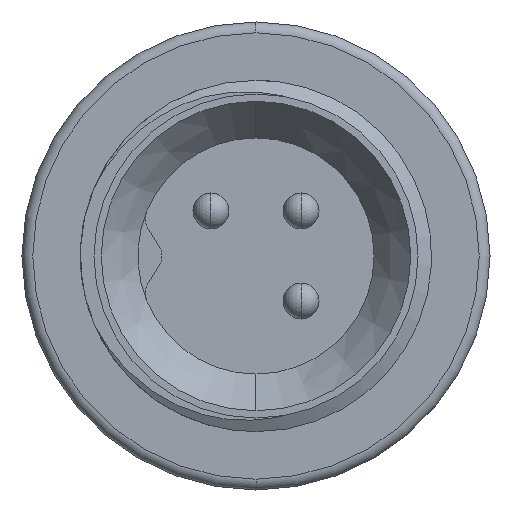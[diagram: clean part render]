
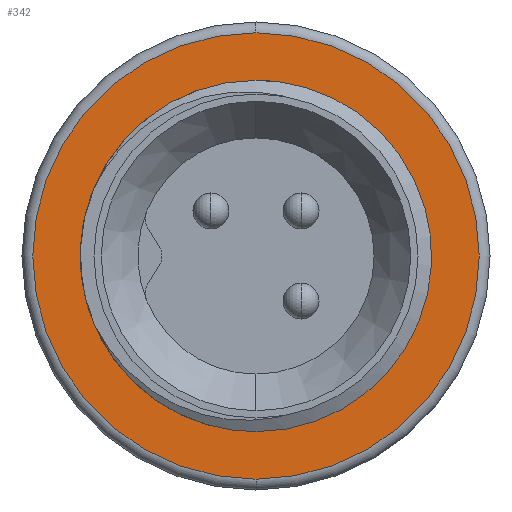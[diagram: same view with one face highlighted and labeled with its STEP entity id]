
A CAD part, left-side view. The second image highlights one B-rep face of the part: STEP entity #342.
In plain terms, the highlighted planar face has unit normal (-1, 0, 0).
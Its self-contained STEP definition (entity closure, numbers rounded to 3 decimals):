
#18 = DIRECTION ( 'NONE',  ( 0., 0., -1. ) ) ;
#89 = AXIS2_PLACEMENT_3D ( 'NONE', #3854, #714, #2114 ) ;
#112 = CARTESIAN_POINT ( 'NONE',  ( 3.6, 0.029, -2.142 ) ) ;
#230 = CARTESIAN_POINT ( 'NONE',  ( 3.6, -0.911, 2.224 ) ) ;
#253 = VERTEX_POINT ( 'NONE', #3164 ) ;
#258 = CARTESIAN_POINT ( 'NONE',  ( 3.6, -2.104, -0.65 ) ) ;
#272 = CARTESIAN_POINT ( 'NONE',  ( 3.6, 0.976, -1.937 ) ) ;
#342 = ADVANCED_FACE ( 'NONE', ( #2804, #3544 ), #4219, .F. ) ;
#428 = CARTESIAN_POINT ( 'NONE',  ( 3.6, 0., -3.1 ) ) ;
#445 = EDGE_LOOP ( 'NONE', ( #2612, #825 ) ) ;
#475 = EDGE_CURVE ( 'NONE', #851, #2295, #3873, .T. ) ;
#510 = CARTESIAN_POINT ( 'NONE',  ( 3.6, 2.321, 0. ) ) ;
#516 = CARTESIAN_POINT ( 'NONE',  ( 3.6, -0.922, -1.93 ) ) ;
#539 = CARTESIAN_POINT ( 'NONE',  ( 3.6, 1.168, -1.855 ) ) ;
#569 = CARTESIAN_POINT ( 'NONE',  ( 3.6, 0.718, -2.037 ) ) ;
#601 = DIRECTION ( 'NONE',  ( 0., -1., 0. ) ) ;
#650 = EDGE_CURVE ( 'NONE', #3926, #2974, #3675, .T. ) ;
#714 = DIRECTION ( 'NONE',  ( 1., 0., 0. ) ) ;
#791 = B_SPLINE_CURVE_WITH_KNOTS ( 'NONE', 3,
 ( #272, #539, #4452, #3295, #2430, #3680, #991, #1331, #3322, #510 ),
 .UNSPECIFIED., .F., .F.,
 ( 4, 2, 2, 2, 4 ),
 ( 0., 0.001, 0.001, 0.002, 0.002 ),
 .UNSPECIFIED. ) ;
#825 = ORIENTED_EDGE ( 'NONE', *, *, #650, .T. ) ;
#851 = VERTEX_POINT ( 'NONE', #2157 ) ;
#855 = CARTESIAN_POINT ( 'NONE',  ( 3.6, -1.281, -1.717 ) ) ;
#888 = DIRECTION ( 'NONE',  ( 0., 0., -1. ) ) ;
#899 = CARTESIAN_POINT ( 'NONE',  ( 3.6, -0.39, -2.102 ) ) ;
#939 = CARTESIAN_POINT ( 'NONE',  ( 3.6, 0., 3.1 ) ) ;
#948 = CARTESIAN_POINT ( 'NONE',  ( 3.6, -2.154, 0.851 ) ) ;
#963 = DIRECTION ( 'NONE',  ( 0., 0., -1. ) ) ;
#972 = CARTESIAN_POINT ( 'NONE',  ( 3.6, -1.785, 1.514 ) ) ;
#976 = CIRCLE ( 'NONE', #4081, 2.44 ) ;
#991 = CARTESIAN_POINT ( 'NONE',  ( 3.6, 2.136, -0.803 ) ) ;
#1005 = EDGE_CURVE ( 'NONE', #2906, #253, #3645, .T. ) ;
#1118 = CARTESIAN_POINT ( 'NONE',  ( 3.6, -0.183, 2.433 ) ) ;
#1189 = AXIS2_PLACEMENT_3D ( 'NONE', #1235, #1283, #1255 ) ;
#1191 = ORIENTED_EDGE ( 'NONE', *, *, #4060, .T. ) ;
#1221 = CARTESIAN_POINT ( 'NONE',  ( 3.6, -1.166, -1.795 ) ) ;
#1235 = CARTESIAN_POINT ( 'NONE',  ( 3.6, 0., 0. ) ) ;
#1255 = DIRECTION ( 'NONE',  ( 0., 0., -1. ) ) ;
#1277 = ORIENTED_EDGE ( 'NONE', *, *, #3281, .T. ) ;
#1283 = DIRECTION ( 'NONE',  ( -1., 0., 0. ) ) ;
#1289 = CARTESIAN_POINT ( 'NONE',  ( 3.6, -2.244, 0.471 ) ) ;
#1305 = DIRECTION ( 'NONE',  ( 1., 0., 0. ) ) ;
#1323 = CARTESIAN_POINT ( 'NONE',  ( 3.6, -1.931, -0.989 ) ) ;
#1331 = CARTESIAN_POINT ( 'NONE',  ( 3.6, 2.269, -0.414 ) ) ;
#1456 = B_SPLINE_CURVE_WITH_KNOTS ( 'NONE', 3,
 ( #3367, #3388, #2370, #230, #3038, #4417, #2029, #972, #1642, #948, #1289, #4093, #3061, #258, #3751, #4439 ),
 .UNSPECIFIED., .F., .F.,
 ( 4, 2, 2, 2, 2, 2, 2, 4 ),
 ( 0., 0.001, 0.001, 0.002, 0.003, 0.004, 0.004, 0.005 ),
 .UNSPECIFIED. ) ;
#1642 = CARTESIAN_POINT ( 'NONE',  ( 3.6, -1.894, 1.355 ) ) ;
#1725 = CARTESIAN_POINT ( 'NONE',  ( 3.6, 0., 0. ) ) ;
#1736 = CARTESIAN_POINT ( 'NONE',  ( 3.6, 2.44, 0. ) ) ;
#1864 = ORIENTED_EDGE ( 'NONE', *, *, #3202, .T. ) ;
#1931 = ORIENTED_EDGE ( 'NONE', *, *, #1005, .F. ) ;
#1997 = CARTESIAN_POINT ( 'NONE',  ( 3.6, 0., 0. ) ) ;
#2029 = CARTESIAN_POINT ( 'NONE',  ( 3.6, -1.535, 1.796 ) ) ;
#2103 = CARTESIAN_POINT ( 'NONE',  ( 3.6, 0.976, -1.937 ) ) ;
#2114 = DIRECTION ( 'NONE',  ( 0., 0., -1. ) ) ;
#2157 = CARTESIAN_POINT ( 'NONE',  ( 3.6, 0., 2.44 ) ) ;
#2235 = CARTESIAN_POINT ( 'NONE',  ( 3.6, 0.848, -1.992 ) ) ;
#2273 = DIRECTION ( 'NONE',  ( 1., 0., 0. ) ) ;
#2281 = EDGE_LOOP ( 'NONE', ( #1931, #1191, #4354, #1277, #1864, #2346 ) ) ;
#2287 = CARTESIAN_POINT ( 'NONE',  ( 3.6, 2.133, 0. ) ) ;
#2295 = VERTEX_POINT ( 'NONE', #1118 ) ;
#2302 = CARTESIAN_POINT ( 'NONE',  ( 3.6, -1.931, -0.989 ) ) ;
#2346 = ORIENTED_EDGE ( 'NONE', *, *, #4335, .T. ) ;
#2370 = CARTESIAN_POINT ( 'NONE',  ( 3.6, -0.555, 2.361 ) ) ;
#2430 = CARTESIAN_POINT ( 'NONE',  ( 3.6, 1.805, -1.33 ) ) ;
#2596 = CARTESIAN_POINT ( 'NONE',  ( 3.6, 0.31, -2.125 ) ) ;
#2612 = ORIENTED_EDGE ( 'NONE', *, *, #3887, .T. ) ;
#2616 = CARTESIAN_POINT ( 'NONE',  ( 3.6, -1.858, -1.11 ) ) ;
#2640 = CARTESIAN_POINT ( 'NONE',  ( 3.6, -1.597, -1.44 ) ) ;
#2779 = VERTEX_POINT ( 'NONE', #2103 ) ;
#2804 = FACE_OUTER_BOUND ( 'NONE', #445, .T. ) ;
#2906 = VERTEX_POINT ( 'NONE', #1736 ) ;
#2920 = CARTESIAN_POINT ( 'NONE',  ( 3.6, -0.526, -2.072 ) ) ;
#2945 = CARTESIAN_POINT ( 'NONE',  ( 3.6, -1.777, -1.226 ) ) ;
#2974 = VERTEX_POINT ( 'NONE', #428 ) ;
#3038 = CARTESIAN_POINT ( 'NONE',  ( 3.6, -1.078, 2.137 ) ) ;
#3061 = CARTESIAN_POINT ( 'NONE',  ( 3.6, -2.207, -0.287 ) ) ;
#3153 = DIRECTION ( 'NONE',  ( -1., 0., 0. ) ) ;
#3164 = CARTESIAN_POINT ( 'NONE',  ( 3.6, 2.321, 0. ) ) ;
#3202 = EDGE_CURVE ( 'NONE', #3491, #2779, #4277, .T. ) ;
#3281 = EDGE_CURVE ( 'NONE', #2295, #3491, #1456, .T. ) ;
#3295 = CARTESIAN_POINT ( 'NONE',  ( 3.6, 1.663, -1.484 ) ) ;
#3322 = CARTESIAN_POINT ( 'NONE',  ( 3.6, 2.31, -0.208 ) ) ;
#3344 = CARTESIAN_POINT ( 'NONE',  ( 3.6, 0.976, -1.937 ) ) ;
#3367 = CARTESIAN_POINT ( 'NONE',  ( 3.6, -0.183, 2.433 ) ) ;
#3388 = CARTESIAN_POINT ( 'NONE',  ( 3.6, -0.37, 2.408 ) ) ;
#3491 = VERTEX_POINT ( 'NONE', #1323 ) ;
#3544 = FACE_BOUND ( 'NONE', #2281, .T. ) ;
#3645 = LINE ( 'NONE', #2287, #4168 ) ;
#3675 = CIRCLE ( 'NONE', #4310, 3.1 ) ;
#3680 = CARTESIAN_POINT ( 'NONE',  ( 3.6, 2.04, -0.991 ) ) ;
#3684 = CARTESIAN_POINT ( 'NONE',  ( 3.6, -0.791, -1.986 ) ) ;
#3751 = CARTESIAN_POINT ( 'NONE',  ( 3.6, -2.029, -0.825 ) ) ;
#3810 = CIRCLE ( 'NONE', #1189, 3.1 ) ;
#3854 = CARTESIAN_POINT ( 'NONE',  ( 3.6, 0., 0. ) ) ;
#3873 = CIRCLE ( 'NONE', #4239, 2.44 ) ;
#3887 = EDGE_CURVE ( 'NONE', #2974, #3926, #3810, .T. ) ;
#3926 = VERTEX_POINT ( 'NONE', #939 ) ;
#4007 = CARTESIAN_POINT ( 'NONE',  ( 3.6, 0., 0. ) ) ;
#4016 = CARTESIAN_POINT ( 'NONE',  ( 3.6, -1.497, -1.539 ) ) ;
#4060 = EDGE_CURVE ( 'NONE', #2906, #851, #976, .T. ) ;
#4081 = AXIS2_PLACEMENT_3D ( 'NONE', #1997, #2273, #963 ) ;
#4093 = CARTESIAN_POINT ( 'NONE',  ( 3.6, -2.235, -0.096 ) ) ;
#4168 = VECTOR ( 'NONE', #601, 1000. ) ;
#4219 = PLANE ( 'NONE',  #89 ) ;
#4239 = AXIS2_PLACEMENT_3D ( 'NONE', #4007, #1305, #888 ) ;
#4277 = B_SPLINE_CURVE_WITH_KNOTS ( 'NONE', 3,
 ( #2302, #2616, #2945, #2640, #4016, #855, #1221, #516, #3684, #2920, #899, #4319, #112, #2596, #4295, #569, #2235, #3344 ),
 .UNSPECIFIED., .F., .F.,
 ( 4, 2, 2, 2, 2, 2, 2, 2, 4 ),
 ( 0., 0., 0.001, 0.001, 0.002, 0.002, 0.003, 0.003, 0.003 ),
 .UNSPECIFIED. ) ;
#4295 = CARTESIAN_POINT ( 'NONE',  ( 3.6, 0.449, -2.104 ) ) ;
#4310 = AXIS2_PLACEMENT_3D ( 'NONE', #1725, #3153, #18 ) ;
#4319 = CARTESIAN_POINT ( 'NONE',  ( 3.6, -0.113, -2.138 ) ) ;
#4335 = EDGE_CURVE ( 'NONE', #2779, #253, #791, .T. ) ;
#4354 = ORIENTED_EDGE ( 'NONE', *, *, #475, .T. ) ;
#4417 = CARTESIAN_POINT ( 'NONE',  ( 3.6, -1.392, 1.922 ) ) ;
#4439 = CARTESIAN_POINT ( 'NONE',  ( 3.6, -1.931, -0.989 ) ) ;
#4452 = CARTESIAN_POINT ( 'NONE',  ( 3.6, 1.343, -1.746 ) ) ;
